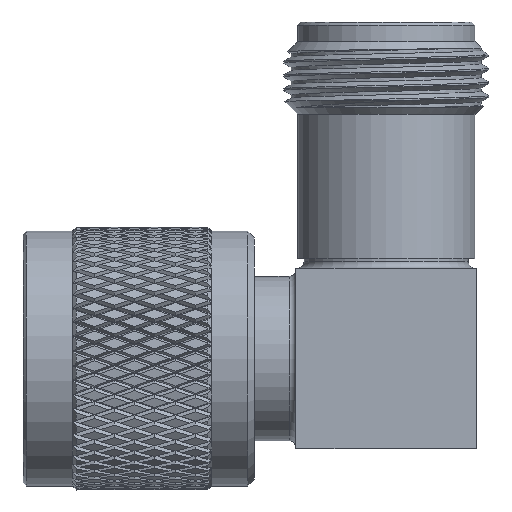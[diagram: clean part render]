
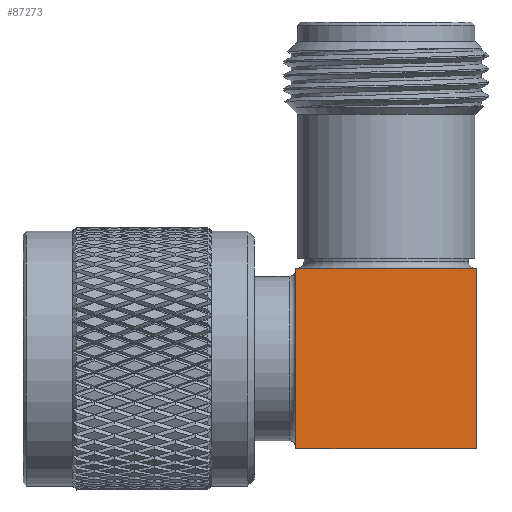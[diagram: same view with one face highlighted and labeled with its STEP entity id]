
A CAD part, front view. The second image highlights one B-rep face of the part: STEP entity #87273.
In plain terms, the highlighted planar face has unit normal (0, -1, 0).
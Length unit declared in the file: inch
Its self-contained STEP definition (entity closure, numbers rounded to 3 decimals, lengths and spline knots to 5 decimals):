
#579 = DIRECTION ( 'NONE',  ( 0., 0., -1. ) ) ;
#3621 = VECTOR ( 'NONE', #12850, 39.37008 ) ;
#4468 = PLANE ( 'NONE',  #49239 ) ;
#5432 = VECTOR ( 'NONE', #39098, 39.37008 ) ;
#5859 = CARTESIAN_POINT ( 'NONE',  ( -0.275, -0.275, -0.275 ) ) ;
#11602 = DIRECTION ( 'NONE',  ( 0., 1., 0. ) ) ;
#12850 = DIRECTION ( 'NONE',  ( 1., 0., 0. ) ) ;
#13756 = CARTESIAN_POINT ( 'NONE',  ( 0.275, -0.275, 0.275 ) ) ;
#13973 = FACE_OUTER_BOUND ( 'NONE', #21918, .T. ) ;
#16491 = EDGE_CURVE ( 'NONE', #31917, #85170, #75231, .T. ) ;
#18222 = DIRECTION ( 'NONE',  ( 0., 0., 1. ) ) ;
#21918 = EDGE_LOOP ( 'NONE', ( #71900, #40822, #49348, #23149 ) ) ;
#21965 = EDGE_CURVE ( 'NONE', #35974, #33684, #86527, .T. ) ;
#23149 = ORIENTED_EDGE ( 'NONE', *, *, #42940, .T. ) ;
#29752 = CARTESIAN_POINT ( 'NONE',  ( -0.275, -0.275, 0.275 ) ) ;
#31917 = VERTEX_POINT ( 'NONE', #5859 ) ;
#33684 = VERTEX_POINT ( 'NONE', #57094 ) ;
#35974 = VERTEX_POINT ( 'NONE', #48832 ) ;
#38858 = CARTESIAN_POINT ( 'NONE',  ( -0.275, -0.275, 0.275 ) ) ;
#39098 = DIRECTION ( 'NONE',  ( 0., 0., -1. ) ) ;
#40822 = ORIENTED_EDGE ( 'NONE', *, *, #87005, .F. ) ;
#41896 = LINE ( 'NONE', #13756, #66550 ) ;
#42311 = DIRECTION ( 'NONE',  ( 1., 0., 0. ) ) ;
#42940 = EDGE_CURVE ( 'NONE', #35974, #31917, #78141, .T. ) ;
#48832 = CARTESIAN_POINT ( 'NONE',  ( -0.275, -0.275, 0.275 ) ) ;
#49239 = AXIS2_PLACEMENT_3D ( 'NONE', #38858, #11602, #18222 ) ;
#49348 = ORIENTED_EDGE ( 'NONE', *, *, #21965, .F. ) ;
#50189 = VECTOR ( 'NONE', #42311, 39.37008 ) ;
#53703 = CARTESIAN_POINT ( 'NONE',  ( -0.275, -0.275, 0.275 ) ) ;
#57094 = CARTESIAN_POINT ( 'NONE',  ( 0.275, -0.275, 0.275 ) ) ;
#57153 = CARTESIAN_POINT ( 'NONE',  ( 0.275, -0.275, -0.275 ) ) ;
#66550 = VECTOR ( 'NONE', #579, 39.37008 ) ;
#71900 = ORIENTED_EDGE ( 'NONE', *, *, #16491, .T. ) ;
#73862 = CARTESIAN_POINT ( 'NONE',  ( -0.275, -0.275, -0.275 ) ) ;
#75231 = LINE ( 'NONE', #73862, #3621 ) ;
#78141 = LINE ( 'NONE', #53703, #5432 ) ;
#85170 = VERTEX_POINT ( 'NONE', #57153 ) ;
#86527 = LINE ( 'NONE', #29752, #50189 ) ;
#87005 = EDGE_CURVE ( 'NONE', #33684, #85170, #41896, .T. ) ;
#87273 = ADVANCED_FACE ( 'NONE', ( #13973 ), #4468, .F. ) ;
